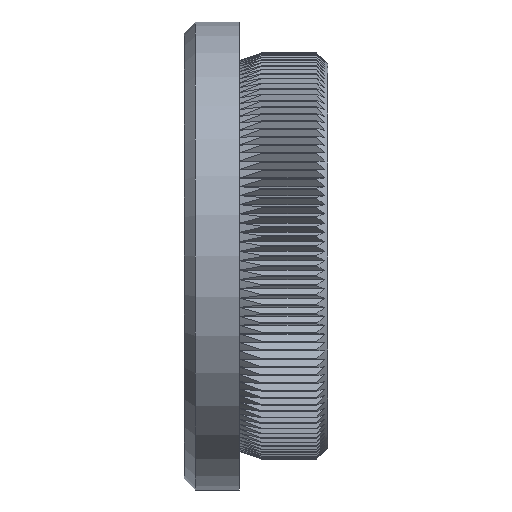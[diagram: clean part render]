
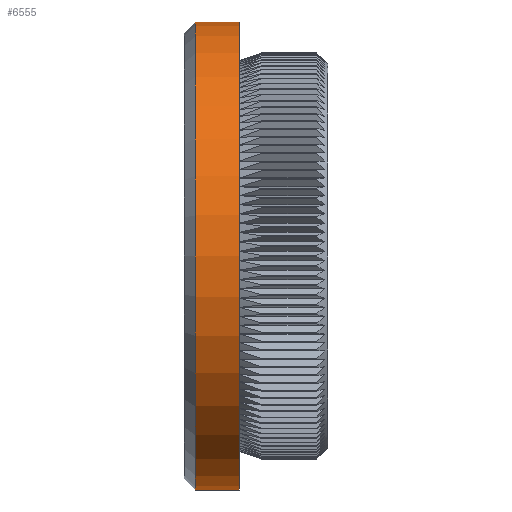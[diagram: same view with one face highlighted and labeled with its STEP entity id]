
A CAD part, left-side view. The second image highlights one B-rep face of the part: STEP entity #6555.
In plain terms, the highlighted cylindrical face has radius 21.2 mm (diameter 42.4 mm), a partial arc.
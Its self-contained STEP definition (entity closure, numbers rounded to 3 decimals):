
#163 = ORIENTED_EDGE ( 'NONE', *, *, #19767, .T. ) ;
#726 = ORIENTED_EDGE ( 'NONE', *, *, #2411, .F. ) ;
#1352 = AXIS2_PLACEMENT_3D ( 'NONE', #20477, #20177, #8656 ) ;
#1440 = CARTESIAN_POINT ( 'NONE',  ( 0., 12., 0. ) ) ;
#2013 = CARTESIAN_POINT ( 'NONE',  ( 0., 12., -21.2 ) ) ;
#2155 = AXIS2_PLACEMENT_3D ( 'NONE', #1440, #13185, #6205 ) ;
#2411 = EDGE_CURVE ( 'NONE', #25096, #7327, #23165, .T. ) ;
#2822 = EDGE_LOOP ( 'NONE', ( #8809, #163, #14303, #726 ) ) ;
#5769 = CYLINDRICAL_SURFACE ( 'NONE', #1352, 21.2 ) ;
#6205 = DIRECTION ( 'NONE',  ( 0., 0., 1. ) ) ;
#6555 = ADVANCED_FACE ( 'NONE', ( #10538 ), #5769, .T. ) ;
#6575 = VECTOR ( 'NONE', #27464, 1000. ) ;
#7327 = VERTEX_POINT ( 'NONE', #15512 ) ;
#8656 = DIRECTION ( 'NONE',  ( 0., 0., -1. ) ) ;
#8809 = ORIENTED_EDGE ( 'NONE', *, *, #15415, .F. ) ;
#9044 = CARTESIAN_POINT ( 'NONE',  ( 0., 0., 21.2 ) ) ;
#9377 = VERTEX_POINT ( 'NONE', #2013 ) ;
#10538 = FACE_OUTER_BOUND ( 'NONE', #2822, .T. ) ;
#10825 = LINE ( 'NONE', #21657, #11558 ) ;
#11558 = VECTOR ( 'NONE', #28571, 1000. ) ;
#13185 = DIRECTION ( 'NONE',  ( 0., -1., 0. ) ) ;
#14070 = CIRCLE ( 'NONE', #2155, 21.2 ) ;
#14303 = ORIENTED_EDGE ( 'NONE', *, *, #18006, .T. ) ;
#15415 = EDGE_CURVE ( 'NONE', #19795, #25096, #26621, .T. ) ;
#15512 = CARTESIAN_POINT ( 'NONE',  ( 0., 8., -21.2 ) ) ;
#15597 = CARTESIAN_POINT ( 'NONE',  ( 0., 12., 21.2 ) ) ;
#18006 = EDGE_CURVE ( 'NONE', #9377, #7327, #10825, .T. ) ;
#19283 = DIRECTION ( 'NONE',  ( 0., -1., 0. ) ) ;
#19767 = EDGE_CURVE ( 'NONE', #19795, #9377, #14070, .T. ) ;
#19795 = VERTEX_POINT ( 'NONE', #15597 ) ;
#20177 = DIRECTION ( 'NONE',  ( 0., -1., 0. ) ) ;
#20477 = CARTESIAN_POINT ( 'NONE',  ( 0., 0., 0. ) ) ;
#21657 = CARTESIAN_POINT ( 'NONE',  ( 0., 0., -21.2 ) ) ;
#22308 = CARTESIAN_POINT ( 'NONE',  ( 0., 8., 21.2 ) ) ;
#23165 = CIRCLE ( 'NONE', #26164, 21.2 ) ;
#23818 = CARTESIAN_POINT ( 'NONE',  ( 0., 8., 0. ) ) ;
#25096 = VERTEX_POINT ( 'NONE', #22308 ) ;
#26164 = AXIS2_PLACEMENT_3D ( 'NONE', #23818, #19283, #28703 ) ;
#26621 = LINE ( 'NONE', #9044, #6575 ) ;
#27464 = DIRECTION ( 'NONE',  ( 0., -1., 0. ) ) ;
#28571 = DIRECTION ( 'NONE',  ( 0., -1., 0. ) ) ;
#28703 = DIRECTION ( 'NONE',  ( 0., 0., -1. ) ) ;
